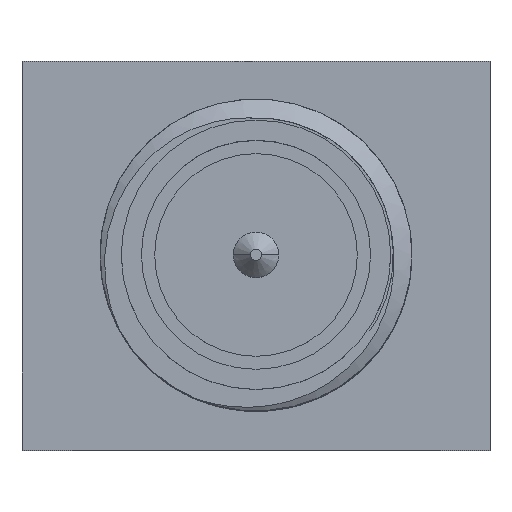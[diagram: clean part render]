
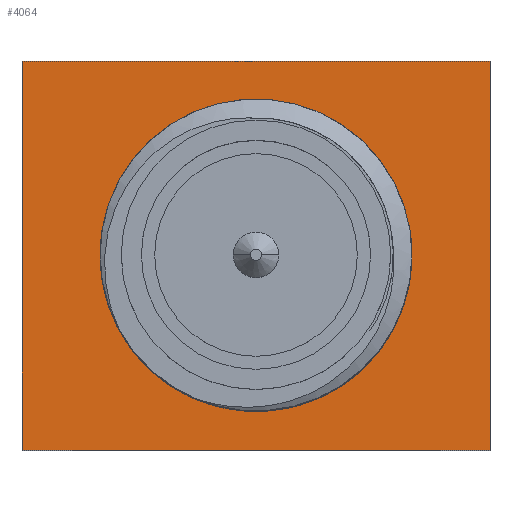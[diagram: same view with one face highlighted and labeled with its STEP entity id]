
A CAD part, top view. The second image highlights one B-rep face of the part: STEP entity #4064.
In plain terms, the highlighted planar face has unit normal (0, 0, 1).
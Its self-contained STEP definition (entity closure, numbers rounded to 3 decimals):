
#505=CARTESIAN_POINT('',(0.,0.,1.78));
#506=DIRECTION('',(0.,0.,-1.));
#507=DIRECTION('',(0.,1.,0.));
#508=AXIS2_PLACEMENT_3D('',#505,#506,#507);
#513=CARTESIAN_POINT('',(0.,0.,1.78));
#514=DIRECTION('',(0.,0.,-1.));
#515=DIRECTION('',(0.,-1.,0.));
#516=AXIS2_PLACEMENT_3D('',#513,#514,#515);
#521=DIRECTION('',(0.,-1.,0.));
#522=VECTOR('',#521,7.92);
#523=CARTESIAN_POINT('',(-4.765,3.96,1.78));
#524=LINE('',#523,#522);
#528=DIRECTION('',(-1.,0.,0.));
#529=VECTOR('',#528,9.53);
#530=CARTESIAN_POINT('',(4.765,3.96,1.78));
#531=LINE('',#530,#529);
#535=DIRECTION('',(0.,1.,0.));
#536=VECTOR('',#535,7.92);
#537=CARTESIAN_POINT('',(4.765,-3.96,1.78));
#538=LINE('',#537,#536);
#542=DIRECTION('',(1.,0.,0.));
#543=VECTOR('',#542,9.53);
#544=CARTESIAN_POINT('',(-4.765,-3.96,1.78));
#545=LINE('',#544,#543);
#3384=CARTESIAN_POINT('',(-4.765,3.96,1.78));
#3385=CARTESIAN_POINT('',(-4.765,-3.96,1.78));
#3386=VERTEX_POINT('',#3384);
#3387=VERTEX_POINT('',#3385);
#3388=CARTESIAN_POINT('',(4.765,-3.96,1.78));
#3389=VERTEX_POINT('',#3388);
#3390=CARTESIAN_POINT('',(4.765,3.96,1.78));
#3391=VERTEX_POINT('',#3390);
#3526=CARTESIAN_POINT('',(0.,2.743,1.78));
#3527=CARTESIAN_POINT('',(0.,-2.743,1.78));
#3528=VERTEX_POINT('',#3526);
#3529=VERTEX_POINT('',#3527);
#4047=CARTESIAN_POINT('',(0.,0.,1.78));
#4048=DIRECTION('',(0.,0.,1.));
#4049=DIRECTION('',(1.,0.,0.));
#4050=AXIS2_PLACEMENT_3D('',#4047,#4048,#4049);
#4051=PLANE('',#4050);
#4052=ORIENTED_EDGE('',*,*,#3969,.F.);
#4053=ORIENTED_EDGE('',*,*,#4041,.F.);
#4054=ORIENTED_EDGE('',*,*,#3832,.F.);
#4055=ORIENTED_EDGE('',*,*,#3906,.F.);
#4056=EDGE_LOOP('',(#4052,#4053,#4054,#4055));
#4057=FACE_OUTER_BOUND('',#4056,.F.);
#4059=ORIENTED_EDGE('',*,*,#4058,.F.);
#4061=ORIENTED_EDGE('',*,*,#4060,.F.);
#4062=EDGE_LOOP('',(#4059,#4061));
#4063=FACE_BOUND('',#4062,.F.);
#509=CIRCLE('',#508,2.743);
#517=CIRCLE('',#516,2.743);
#3832=EDGE_CURVE('',#3389,#3391,#538,.T.);
#3906=EDGE_CURVE('',#3387,#3389,#545,.T.);
#3969=EDGE_CURVE('',#3386,#3387,#524,.T.);
#4041=EDGE_CURVE('',#3391,#3386,#531,.T.);
#4058=EDGE_CURVE('',#3528,#3529,#509,.T.);
#4060=EDGE_CURVE('',#3529,#3528,#517,.T.);
#4064=ADVANCED_FACE('',(#4057,#4063),#4051,.T.);
